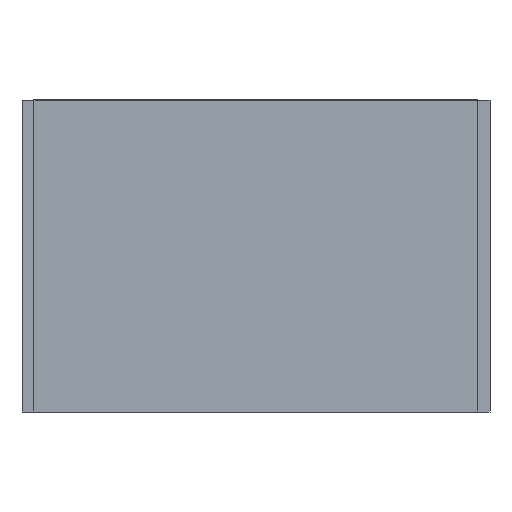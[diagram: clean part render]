
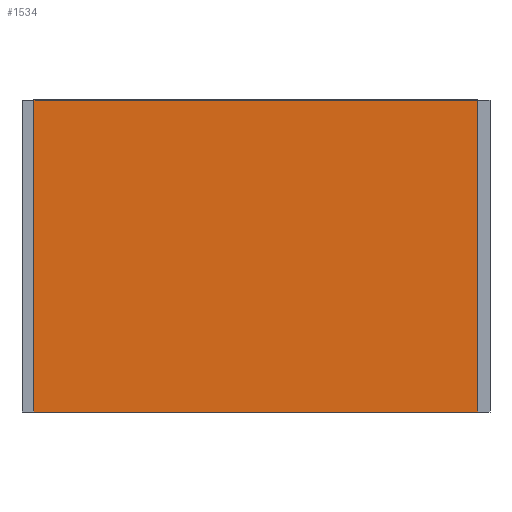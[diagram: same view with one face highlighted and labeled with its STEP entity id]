
A CAD part, front view. The second image highlights one B-rep face of the part: STEP entity #1534.
In plain terms, the highlighted planar face has unit normal (0, -1, 0).
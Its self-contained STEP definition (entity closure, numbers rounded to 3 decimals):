
#118=FACE_OUTER_BOUND('',#216,.T.);
#216=EDGE_LOOP('',(#1287,#1288,#1289,#1290));
#355=LINE('',#2335,#549);
#404=LINE('',#2433,#598);
#407=LINE('',#2439,#601);
#408=LINE('',#2440,#602);
#549=VECTOR('',#1917,10.);
#598=VECTOR('',#1988,10.);
#601=VECTOR('',#1993,10.);
#602=VECTOR('',#1994,10.);
#717=VERTEX_POINT('',#2332);
#718=VERTEX_POINT('',#2334);
#756=VERTEX_POINT('',#2432);
#758=VERTEX_POINT('',#2438);
#899=EDGE_CURVE('',#718,#717,#355,.T.);
#948=EDGE_CURVE('',#756,#718,#404,.T.);
#951=EDGE_CURVE('',#758,#717,#407,.T.);
#952=EDGE_CURVE('',#758,#756,#408,.T.);
#1287=ORIENTED_EDGE('',*,*,#899,.T.);
#1288=ORIENTED_EDGE('',*,*,#951,.F.);
#1289=ORIENTED_EDGE('',*,*,#952,.T.);
#1290=ORIENTED_EDGE('',*,*,#948,.T.);
#1451=PLANE('',#1648);
#1534=ADVANCED_FACE('',(#118),#1451,.T.);
#1648=AXIS2_PLACEMENT_3D('',#2437,#1991,#1992);
#1917=DIRECTION('',(-1.,0.,0.));
#1988=DIRECTION('',(0.,0.,1.));
#1991=DIRECTION('center_axis',(0.,-1.,0.));
#1992=DIRECTION('ref_axis',(1.,0.,0.));
#1993=DIRECTION('',(0.,0.,1.));
#1994=DIRECTION('',(1.,0.,0.));
#2332=CARTESIAN_POINT('',(-35.,-14.,26.));
#2334=CARTESIAN_POINT('',(2.,-14.,26.));
#2335=CARTESIAN_POINT('',(-7.25,-14.,26.));
#2432=CARTESIAN_POINT('',(2.,-14.,0.));
#2433=CARTESIAN_POINT('',(2.,-14.,20.));
#2437=CARTESIAN_POINT('Origin',(2.,-14.,20.));
#2438=CARTESIAN_POINT('',(-35.,-14.,0.));
#2439=CARTESIAN_POINT('',(-35.,-14.,20.));
#2440=CARTESIAN_POINT('',(-35.,-14.,0.));
